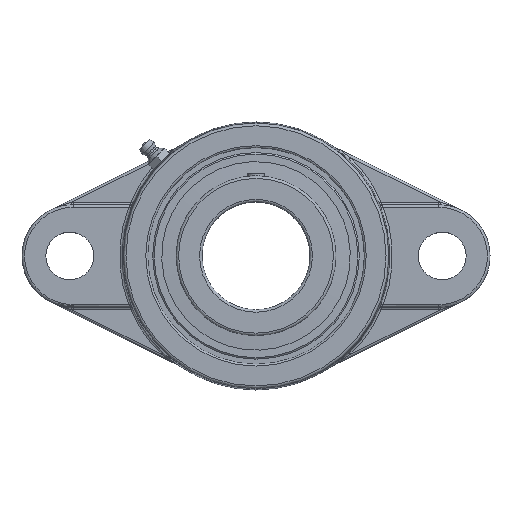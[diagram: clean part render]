
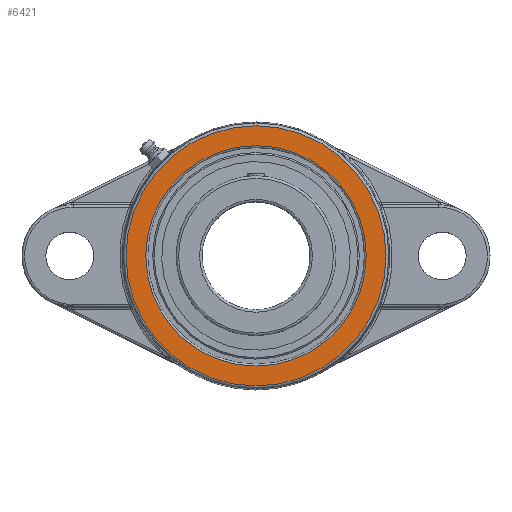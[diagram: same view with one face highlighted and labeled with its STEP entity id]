
A CAD part, top view. The second image highlights one B-rep face of the part: STEP entity #6421.
In plain terms, the highlighted planar face has unit normal (0, 0, 1).
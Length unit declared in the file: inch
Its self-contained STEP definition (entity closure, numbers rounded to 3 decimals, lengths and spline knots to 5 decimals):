
#6364=CARTESIAN_POINT('',(0.,2.03482,1.49606));
#6365=VERTEX_POINT('',#6364);
#6392=CARTESIAN_POINT('',(0.,0.,1.49606));
#6393=DIRECTION('',(-0.,0.,-1.));
#6394=DIRECTION('',(-0.,-1.,0.));
#6395=AXIS2_PLACEMENT_3D('',#6392,#6393,#6394);
#6396=CIRCLE('',#6395,2.03482);
#6397=EDGE_CURVE('',#6365,#6365,#6396,.T.);
#6402=CARTESIAN_POINT('',(0.,-0.,1.49606));
#6403=DIRECTION('',(0.,0.,1.));
#6404=DIRECTION('',(1.,0.,0.));
#6405=AXIS2_PLACEMENT_3D('',#6402,#6403,#6404);
#6406=PLANE('',#6405);
#6407=CARTESIAN_POINT('',(0.,-1.72448,1.49606));
#6408=VERTEX_POINT('',#6407);
#6409=CARTESIAN_POINT('',(0.,0.,1.49606));
#6410=DIRECTION('',(0.,-0.,1.));
#6411=DIRECTION('',(0.,1.,0.));
#6412=AXIS2_PLACEMENT_3D('',#6409,#6410,#6411);
#6413=CIRCLE('',#6412,1.72448);
#6414=EDGE_CURVE('',#6408,#6408,#6413,.T.);
#6415=ORIENTED_EDGE('',*,*,#6414,.F.);
#6416=EDGE_LOOP('',(#6415));
#6417=FACE_BOUND('',#6416,.T.);
#6418=ORIENTED_EDGE('',*,*,#6397,.F.);
#6419=EDGE_LOOP('',(#6418));
#6420=FACE_BOUND('',#6419,.T.);
#6421=ADVANCED_FACE('',(#6417,#6420),#6406,.T.);
